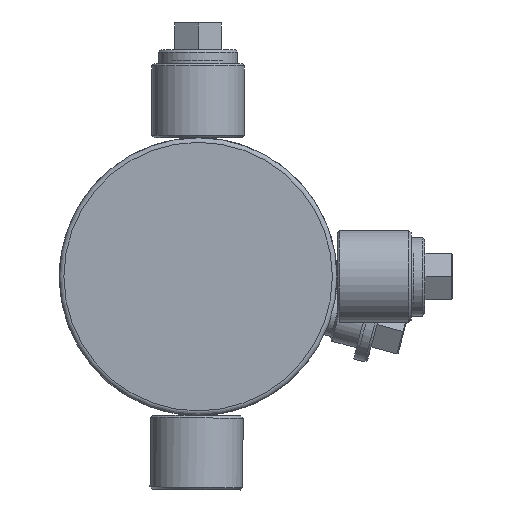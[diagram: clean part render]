
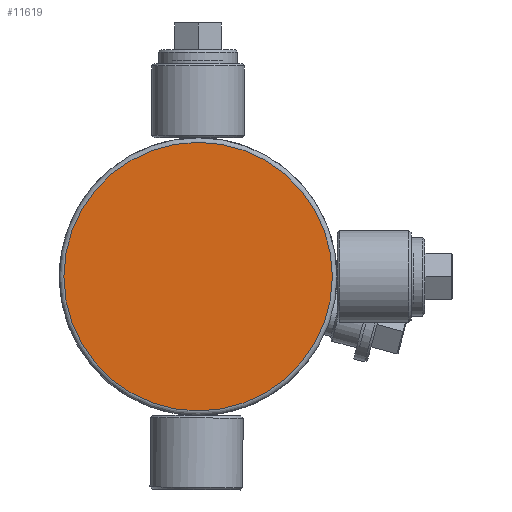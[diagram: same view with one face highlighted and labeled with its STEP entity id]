
A CAD part, left-side view. The second image highlights one B-rep face of the part: STEP entity #11619.
In plain terms, the highlighted planar face has unit normal (-1, 0, 0).
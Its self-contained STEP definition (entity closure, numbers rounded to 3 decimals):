
#1132 = DIRECTION ( 'NONE',  ( 0., 0., 1. ) ) ;
#4373 = CARTESIAN_POINT ( 'NONE',  ( -8., 0., 0. ) ) ;
#6578 = AXIS2_PLACEMENT_3D ( 'NONE', #4373, #6710, #12853 ) ;
#6710 = DIRECTION ( 'NONE',  ( -1., 0., 0. ) ) ;
#8404 = CIRCLE ( 'NONE', #6578, 29. ) ;
#8416 = CARTESIAN_POINT ( 'NONE',  ( -8., 0., 29. ) ) ;
#8665 = CARTESIAN_POINT ( 'NONE',  ( -8., 0., 29. ) ) ;
#9221 = ORIENTED_EDGE ( 'NONE', *, *, #9560, .T. ) ;
#9560 = EDGE_CURVE ( 'NONE', #12128, #12128, #8404, .T. ) ;
#9587 = PLANE ( 'NONE',  #10171 ) ;
#10171 = AXIS2_PLACEMENT_3D ( 'NONE', #8416, #11134, #1132 ) ;
#10439 = EDGE_LOOP ( 'NONE', ( #9221 ) ) ;
#11134 = DIRECTION ( 'NONE',  ( -1., 0., 0. ) ) ;
#11619 = ADVANCED_FACE ( 'NONE', ( #12188 ), #9587, .T. ) ;
#12128 = VERTEX_POINT ( 'NONE', #8665 ) ;
#12188 = FACE_OUTER_BOUND ( 'NONE', #10439, .T. ) ;
#12853 = DIRECTION ( 'NONE',  ( 0., 0., 1. ) ) ;
